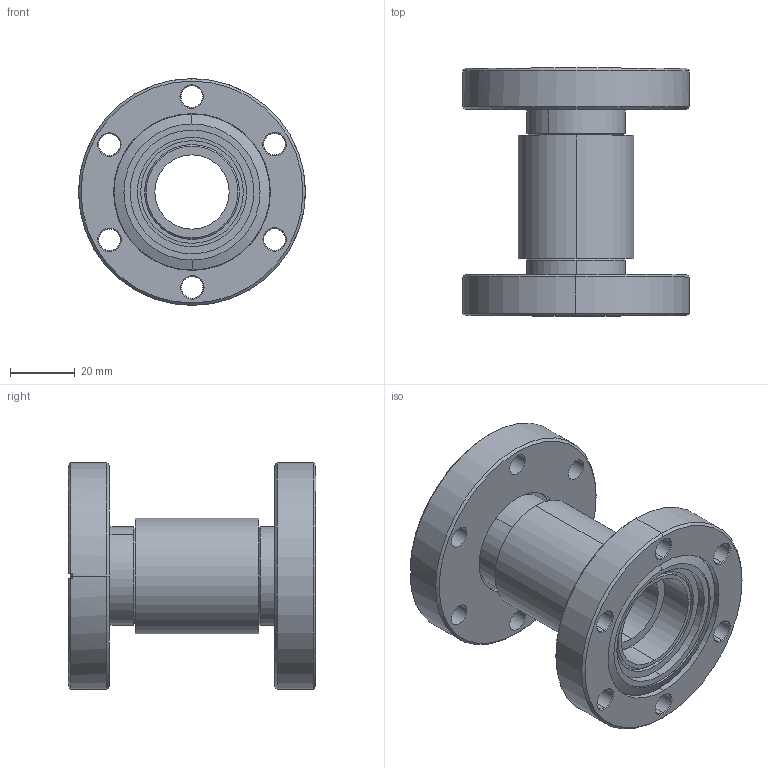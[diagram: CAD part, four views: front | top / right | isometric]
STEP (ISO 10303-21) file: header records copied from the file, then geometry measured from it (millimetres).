
FILE_DESCRIPTION (( 'STEP AP203' ), '1' );
FILE_NAME ('A1991-2-CF.STEP', '2012-06-29T14:50:28', ( '' ), ( '' ), 'SwSTEP 2.0', 'SolidWorks 2012', '' );
FILE_SCHEMA (( 'CONFIG_CONTROL_DESIGN' ));
Length unit declared in the file: inch
Products named in the file (1): A1991-2-CF
Bounding box: 69.85 x 76.25 x 69.85 mm (x, y, z)
Volume: 90228.7 mm3; surface area: 38714.2 mm2
Topology: 1 solids, 1 shells, 146 faces, 328 edges, 202 vertices
Faces by surface type: cylinder 72, cone 46, plane 28
Entity records: 4241 total; most frequent: DIRECTION 812, CARTESIAN_POINT 689, ORIENTED_EDGE 656, AXIS2_PLACEMENT_3D 341, EDGE_CURVE 328, VERTEX_POINT 202, CIRCLE 194, EDGE_LOOP 190
